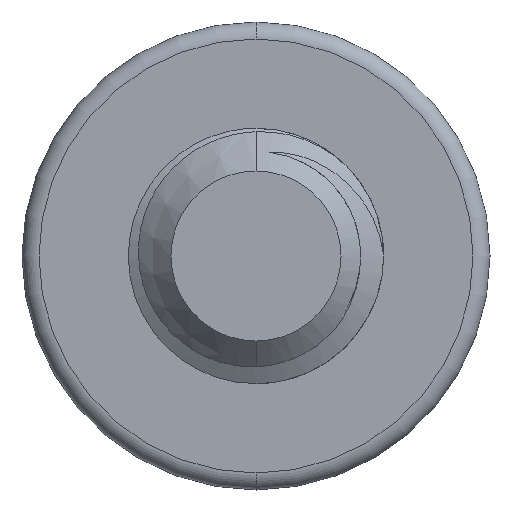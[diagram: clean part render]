
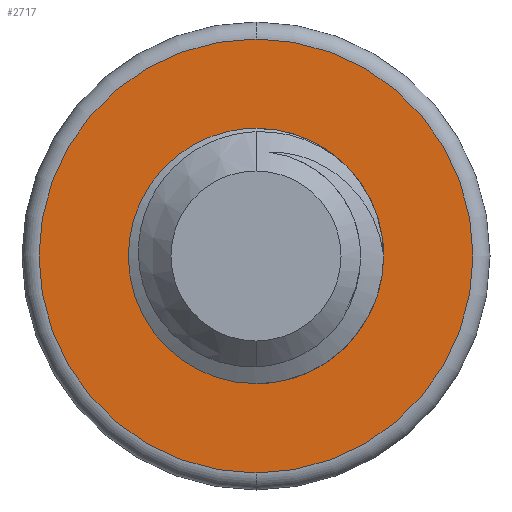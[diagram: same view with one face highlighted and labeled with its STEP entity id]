
A CAD part, front view. The second image highlights one B-rep face of the part: STEP entity #2717.
In plain terms, the highlighted planar face has unit normal (0, -1, 0).
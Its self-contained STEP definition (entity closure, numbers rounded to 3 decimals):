
#89 = AXIS2_PLACEMENT_3D ( 'NONE', #1091, #874, #395 ) ;
#116 = CARTESIAN_POINT ( 'NONE',  ( -1.198, 5., -0.322 ) ) ;
#120 = EDGE_CURVE ( 'NONE', #542, #979, #688, .T. ) ;
#134 = CARTESIAN_POINT ( 'NONE',  ( -1.133, 5., 0.477 ) ) ;
#165 = AXIS2_PLACEMENT_3D ( 'NONE', #2723, #714, #432 ) ;
#183 = CARTESIAN_POINT ( 'NONE',  ( 0., 5., 0. ) ) ;
#218 = AXIS2_PLACEMENT_3D ( 'NONE', #183, #2459, #2835 ) ;
#345 = CARTESIAN_POINT ( 'NONE',  ( 1.07, 5., 1.051 ) ) ;
#374 = EDGE_LOOP ( 'NONE', ( #1604, #2882, #1797, #1488 ) ) ;
#395 = DIRECTION ( 'NONE',  ( 0., 0., 1. ) ) ;
#410 = CARTESIAN_POINT ( 'NONE',  ( -0.038, 5., -1.298 ) ) ;
#426 = CARTESIAN_POINT ( 'NONE',  ( 1.399, 5., -0.433 ) ) ;
#432 = DIRECTION ( 'NONE',  ( 0., 0., 1. ) ) ;
#512 = CIRCLE ( 'NONE', #932, 2.55 ) ;
#542 = VERTEX_POINT ( 'NONE', #2880 ) ;
#558 = EDGE_CURVE ( 'NONE', #2266, #2043, #2341, .T. ) ;
#559 = CARTESIAN_POINT ( 'NONE',  ( 0.694, 5., 1.305 ) ) ;
#581 = CARTESIAN_POINT ( 'NONE',  ( 1.175, 5., -0.82 ) ) ;
#642 = EDGE_CURVE ( 'NONE', #2753, #1273, #1581, .T. ) ;
#680 = EDGE_CURVE ( 'NONE', #2043, #2266, #512, .T. ) ;
#688 = B_SPLINE_CURVE_WITH_KNOTS ( 'NONE', 3,
 ( #2145, #1478, #2326, #1937, #1891, #998, #1669, #559, #1421, #2579 ),
 .UNSPECIFIED., .F., .F.,
 ( 4, 2, 2, 2, 4 ),
 ( 0., 0.001, 0.001, 0.002, 0.003 ),
 .UNSPECIFIED. ) ;
#714 = DIRECTION ( 'NONE',  ( 0., 1., 0. ) ) ;
#857 = FACE_BOUND ( 'NONE', #374, .T. ) ;
#861 = CARTESIAN_POINT ( 'NONE',  ( -0.461, 5., -1.14 ) ) ;
#874 = DIRECTION ( 'NONE',  ( 0., -1., 0. ) ) ;
#932 = AXIS2_PLACEMENT_3D ( 'NONE', #1533, #1313, #2218 ) ;
#979 = VERTEX_POINT ( 'NONE', #345 ) ;
#998 = CARTESIAN_POINT ( 'NONE',  ( 0.026, 5., 1.412 ) ) ;
#1091 = CARTESIAN_POINT ( 'NONE',  ( 0., 5., 0. ) ) ;
#1126 = CARTESIAN_POINT ( 'NONE',  ( 0., 5., -2.55 ) ) ;
#1151 = ORIENTED_EDGE ( 'NONE', *, *, #680, .T. ) ;
#1239 = CARTESIAN_POINT ( 'NONE',  ( -1.073, 5., -0.621 ) ) ;
#1273 = VERTEX_POINT ( 'NONE', #1988 ) ;
#1313 = DIRECTION ( 'NONE',  ( 0., -1., 0. ) ) ;
#1421 = CARTESIAN_POINT ( 'NONE',  ( 0.897, 5., 1.197 ) ) ;
#1462 = EDGE_CURVE ( 'NONE', #1273, #542, #2565, .T. ) ;
#1478 = CARTESIAN_POINT ( 'NONE',  ( -1.07, 5., 0.695 ) ) ;
#1488 = ORIENTED_EDGE ( 'NONE', *, *, #120, .T. ) ;
#1517 = CARTESIAN_POINT ( 'NONE',  ( 0.629, 5., -1.214 ) ) ;
#1533 = CARTESIAN_POINT ( 'NONE',  ( 0., 5., 0. ) ) ;
#1558 = CARTESIAN_POINT ( 'NONE',  ( 1.5, 5., 0. ) ) ;
#1581 = B_SPLINE_CURVE_WITH_KNOTS ( 'NONE', 3,
 ( #2822, #2418, #1977, #426, #1773, #581, #2634, #1517, #1729, #410, #2867, #861 ),
 .UNSPECIFIED., .F., .F.,
 ( 4, 2, 2, 2, 2, 4 ),
 ( 0., 0., 0.001, 0.001, 0.002, 0.003 ),
 .UNSPECIFIED. ) ;
#1604 = ORIENTED_EDGE ( 'NONE', *, *, #2210, .T. ) ;
#1669 = CARTESIAN_POINT ( 'NONE',  ( 0.257, 5., 1.413 ) ) ;
#1729 = CARTESIAN_POINT ( 'NONE',  ( 0.409, 5., -1.283 ) ) ;
#1770 = FACE_OUTER_BOUND ( 'NONE', #1775, .T. ) ;
#1773 = CARTESIAN_POINT ( 'NONE',  ( 1.35, 5., -0.536 ) ) ;
#1775 = EDGE_LOOP ( 'NONE', ( #2778, #1151 ) ) ;
#1797 = ORIENTED_EDGE ( 'NONE', *, *, #1462, .T. ) ;
#1889 = CARTESIAN_POINT ( 'NONE',  ( -0.751, 5., -0.986 ) ) ;
#1891 = CARTESIAN_POINT ( 'NONE',  ( -0.409, 5., 1.304 ) ) ;
#1906 = CARTESIAN_POINT ( 'NONE',  ( -1.23, 5., -0.16 ) ) ;
#1920 = CARTESIAN_POINT ( 'NONE',  ( -1.197, 5., 0.326 ) ) ;
#1937 = CARTESIAN_POINT ( 'NONE',  ( -0.617, 5., 1.196 ) ) ;
#1948 = CIRCLE ( 'NONE', #165, 1.5 ) ;
#1977 = CARTESIAN_POINT ( 'NONE',  ( 1.468, 5., -0.222 ) ) ;
#1988 = CARTESIAN_POINT ( 'NONE',  ( -0.461, 5., -1.14 ) ) ;
#2043 = VERTEX_POINT ( 'NONE', #1126 ) ;
#2082 = CARTESIAN_POINT ( 'NONE',  ( 0., 5., 2.55 ) ) ;
#2128 = CARTESIAN_POINT ( 'NONE',  ( -0.981, 5., -0.759 ) ) ;
#2144 = CARTESIAN_POINT ( 'NONE',  ( -1.229, 5., 0.166 ) ) ;
#2145 = CARTESIAN_POINT ( 'NONE',  ( -1.133, 5., 0.477 ) ) ;
#2210 = EDGE_CURVE ( 'NONE', #979, #2753, #1948, .T. ) ;
#2214 = PLANE ( 'NONE',  #218 ) ;
#2218 = DIRECTION ( 'NONE',  ( 0., 0., 1. ) ) ;
#2266 = VERTEX_POINT ( 'NONE', #2082 ) ;
#2326 = CARTESIAN_POINT ( 'NONE',  ( -0.947, 5., 0.891 ) ) ;
#2338 = CARTESIAN_POINT ( 'NONE',  ( -0.613, 5., -1.078 ) ) ;
#2341 = CIRCLE ( 'NONE', #89, 2.55 ) ;
#2351 = CARTESIAN_POINT ( 'NONE',  ( -0.461, 5., -1.14 ) ) ;
#2418 = CARTESIAN_POINT ( 'NONE',  ( 1.491, 5., -0.112 ) ) ;
#2459 = DIRECTION ( 'NONE',  ( 0., 1., 0. ) ) ;
#2565 = B_SPLINE_CURVE_WITH_KNOTS ( 'NONE', 3,
 ( #2351, #2338, #1889, #2128, #1239, #116, #1906, #2144, #1920, #134 ),
 .UNSPECIFIED., .F., .F.,
 ( 4, 2, 2, 2, 4 ),
 ( 0., 0., 0.001, 0.001, 0.002 ),
 .UNSPECIFIED. ) ;
#2579 = CARTESIAN_POINT ( 'NONE',  ( 1.07, 5., 1.051 ) ) ;
#2634 = CARTESIAN_POINT ( 'NONE',  ( 1.012, 5., -0.982 ) ) ;
#2717 = ADVANCED_FACE ( 'NONE', ( #1770, #857 ), #2214, .F. ) ;
#2723 = CARTESIAN_POINT ( 'NONE',  ( 0., 5., 0. ) ) ;
#2753 = VERTEX_POINT ( 'NONE', #1558 ) ;
#2778 = ORIENTED_EDGE ( 'NONE', *, *, #558, .T. ) ;
#2822 = CARTESIAN_POINT ( 'NONE',  ( 1.5, 5., 0. ) ) ;
#2835 = DIRECTION ( 'NONE',  ( 0., 0., 1. ) ) ;
#2867 = CARTESIAN_POINT ( 'NONE',  ( -0.262, 5., -1.247 ) ) ;
#2880 = CARTESIAN_POINT ( 'NONE',  ( -1.133, 5., 0.477 ) ) ;
#2882 = ORIENTED_EDGE ( 'NONE', *, *, #642, .T. ) ;
